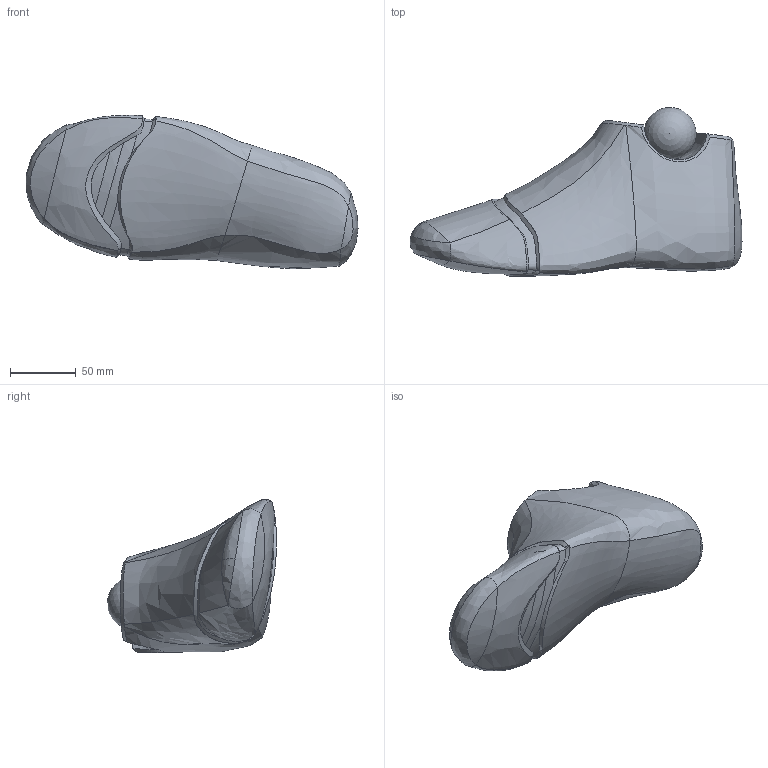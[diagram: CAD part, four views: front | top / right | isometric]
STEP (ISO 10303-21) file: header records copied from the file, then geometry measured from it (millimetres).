
FILE_DESCRIPTION(/* description */ (''),/* implementation_level */ '2;1');
FILE_NAME(/* name */ 'Foot.step',/* time_stamp */ '2022-11-12T23:46:19+07:00',/* author */ (''),/* organization */ (''),/* preprocessor_version */ 'ST-DEVELOPER v19.2',/* originating_system */ 'Autodesk Translation Framework v11.17.0.187',/* authorisation */ '');
FILE_SCHEMA (('AUTOMOTIVE_DESIGN { 1 0 10303 214 3 1 1 }'));
Length unit declared in the file: millimetre
Products named in the file (1): Left_Foot
Bounding box: 253.16 x 129 x 117.08 mm (x, y, z)
Surface area: 84134.8 mm2 (no closed solid volume)
Topology: 0 solids, 2 shells, 38 faces, 119 edges, 71 vertices
Faces by surface type: bspline 37, sphere 1
Entity records: 10622 total; most frequent: CARTESIAN_POINT 9921, ORIENTED_EDGE 200, EDGE_CURVE 111, B_SPLINE_CURVE_WITH_KNOTS 94, VERTEX_POINT 71, FACE_OUTER_BOUND 38, EDGE_LOOP 38, ADVANCED_FACE 38
